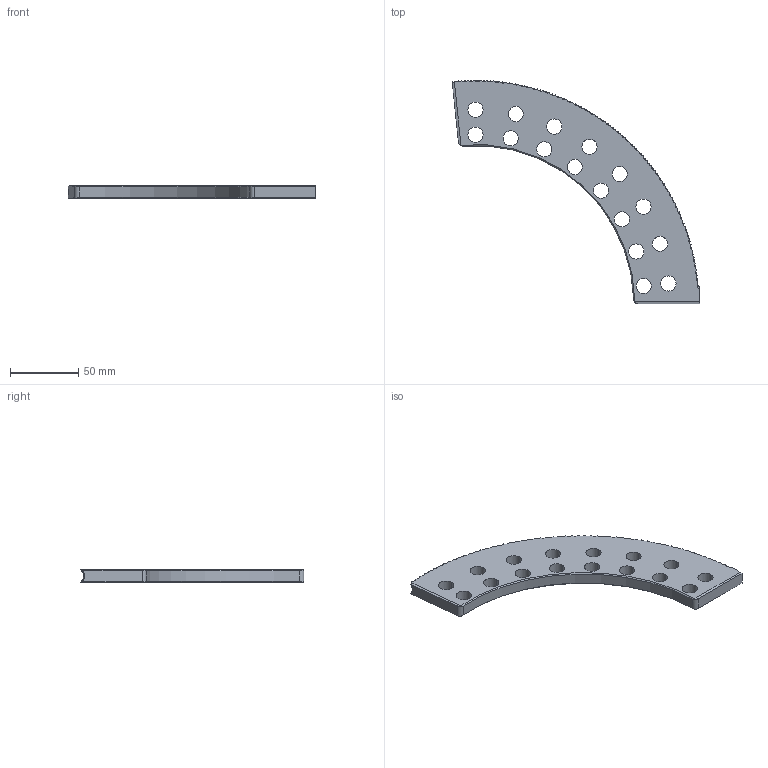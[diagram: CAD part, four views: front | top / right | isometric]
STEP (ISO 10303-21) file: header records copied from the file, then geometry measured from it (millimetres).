
FILE_DESCRIPTION (( 'STEP AP203' ), '1' );
FILE_NAME ('M7850-S.STEP', '2022-04-26T20:49:44', ( '' ), ( '' ), 'SwSTEP 2.0', 'SolidWorks 2020', '' );
FILE_SCHEMA (( 'CONFIG_CONTROL_DESIGN' ));
Length unit declared in the file: inch
Products named in the file (1): M7850-S
Bounding box: 181.39 x 163.72 x 9.49 mm (x, y, z)
Volume: 87009.2 mm3; surface area: 29663.2 mm2
Topology: 1 solids, 1 shells, 162 faces, 480 edges, 320 vertices
Faces by surface type: sphere 114, cylinder 36, plane 8, torus 2, cone 2
Entity records: 7532 total; most frequent: CARTESIAN_POINT 3013, DIRECTION 981, ORIENTED_EDGE 960, EDGE_CURVE 480, AXIS2_PLACEMENT_3D 468, VERTEX_POINT 320, CIRCLE 305, EDGE_LOOP 194
